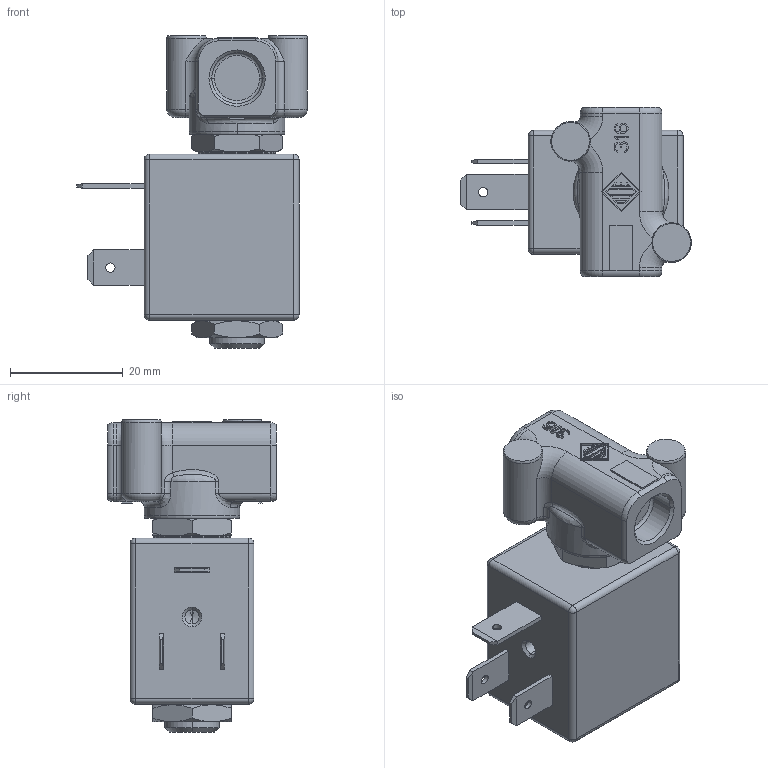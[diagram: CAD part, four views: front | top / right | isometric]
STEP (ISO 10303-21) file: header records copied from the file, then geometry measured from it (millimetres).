
FILE_DESCRIPTION((''),'2;1');
FILE_NAME('21JL1R1_12_LBA_INGOMBRO_ASM','2015-10-06T',('romeri'),('O.D.E.'),'PRO/ENGINEER BY PARAMETRIC TECHNOLOGY CORPORATION, 2011410','PRO/ENGINEER BY PARAMETRIC TECHNOLOGY CORPORATION, 2011410','');
FILE_SCHEMA(('CONFIG_CONTROL_DESIGN','SHAPE_APPEARANCE_LAYERS_GROUPS'));
Length unit declared in the file: millimetre
Products named in the file (6): 450JL1_INGOMBRO; 452426_INGOMBRO; BOBINA_5_W_INGOMBRO; 452571_INGOMBRO; 450146_INGOMBRO; 21JL1R1_12_LBA_INGOMBRO_ASM
Assembly tree (5 placements, depth 2):
  21JL1R1_12_LBA_INGOMBRO_ASM
    450JL1_INGOMBRO
    452426_INGOMBRO
    BOBINA_5_W_INGOMBRO
    452571_INGOMBRO
    450146_INGOMBRO
Bounding box: 40.98 x 30 x 55.45 mm (x, y, z)
Volume: 15662.6 mm3; surface area: 13292 mm2
Topology: 4 solids, 10 shells, 534 faces, 1338 edges, 840 vertices
Faces by surface type: plane 337, cylinder 94, cone 47, torus 36, sphere 12, bspline 8
Entity records: 20696 total; most frequent: CARTESIAN_POINT 3619, ORIENTED_EDGE 2668, DIRECTION 2660, EDGE_CURVE 1338, PRESENTATION_STYLE_ASSIGNMENT 1104, STYLED_ITEM 1104, VECTOR 950, LINE 950
